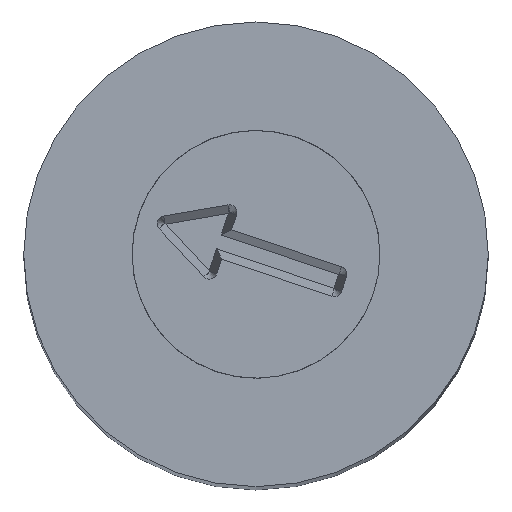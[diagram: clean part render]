
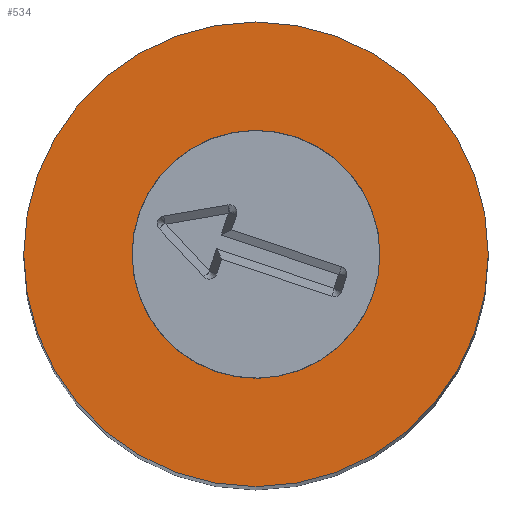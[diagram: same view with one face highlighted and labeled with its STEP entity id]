
A CAD part, top view. The second image highlights one B-rep face of the part: STEP entity #534.
In plain terms, the highlighted planar face has unit normal (0, 0, 1).
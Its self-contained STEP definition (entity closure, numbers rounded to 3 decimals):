
#33=FACE_BOUND('',#107,.T.);
#38=PLANE('',#640);
#71=FACE_OUTER_BOUND('',#106,.T.);
#106=EDGE_LOOP('',(#416));
#107=EDGE_LOOP('',(#417));
#225=CIRCLE('',#627,0.8);
#232=CIRCLE('',#639,1.5);
#254=VERTEX_POINT('',#880);
#261=VERTEX_POINT('',#903);
#306=EDGE_CURVE('',#254,#254,#225,.T.);
#317=EDGE_CURVE('',#261,#261,#232,.T.);
#416=ORIENTED_EDGE('',*,*,#317,.F.);
#417=ORIENTED_EDGE('',*,*,#306,.T.);
#534=ADVANCED_FACE('',(#71,#33),#38,.F.);
#627=AXIS2_PLACEMENT_3D('',#881,#713,#714);
#639=AXIS2_PLACEMENT_3D('',#904,#741,#742);
#640=AXIS2_PLACEMENT_3D('',#906,#744,#745);
#713=DIRECTION('center_axis',(0.,0.,-1.));
#714=DIRECTION('ref_axis',(1.,0.,0.));
#741=DIRECTION('center_axis',(0.,0.,-1.));
#742=DIRECTION('ref_axis',(-1.,0.,0.));
#744=DIRECTION('center_axis',(0.,0.,-1.));
#745=DIRECTION('ref_axis',(-1.,0.,0.));
#880=CARTESIAN_POINT('',(-0.8,0.,14.));
#881=CARTESIAN_POINT('Origin',(0.,0.,14.));
#903=CARTESIAN_POINT('',(1.5,0.,14.));
#904=CARTESIAN_POINT('Origin',(0.,0.,14.));
#906=CARTESIAN_POINT('Origin',(0.,0.,14.));
